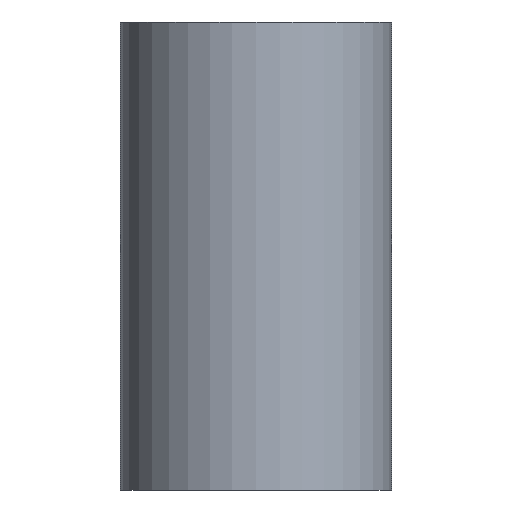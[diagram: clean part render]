
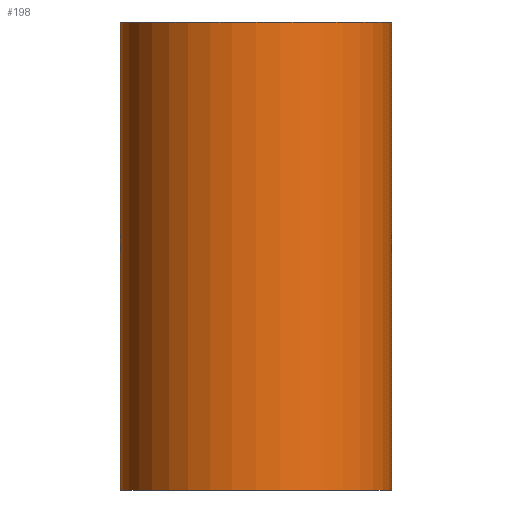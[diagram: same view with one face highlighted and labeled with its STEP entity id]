
A CAD part, front view. The second image highlights one B-rep face of the part: STEP entity #198.
In plain terms, the highlighted cylindrical face has radius 27.8 mm (diameter 55.6 mm), a partial arc.
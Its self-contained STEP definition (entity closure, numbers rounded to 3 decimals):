
#13 = VERTEX_POINT ( 'NONE', #158 ) ;
#15 = EDGE_CURVE ( 'NONE', #91, #13, #157, .T. ) ;
#48 = ORIENTED_EDGE ( 'NONE', *, *, #168, .T. ) ;
#91 = VERTEX_POINT ( 'NONE', #211 ) ;
#92 = VERTEX_POINT ( 'NONE', #210 ) ;
#106 = EDGE_CURVE ( 'NONE', #110, #13, #229, .T. ) ;
#109 = EDGE_CURVE ( 'NONE', #92, #110, #283, .T. ) ;
#110 = VERTEX_POINT ( 'NONE', #300 ) ;
#154 = DIRECTION ( 'NONE',  ( 0., 0., 1. ) ) ;
#155 = VECTOR ( 'NONE', #154, 1000. ) ;
#156 = CARTESIAN_POINT ( 'NONE',  ( 27.8, 0., 0. ) ) ;
#157 = LINE ( 'NONE', #156, #155 ) ;
#158 = CARTESIAN_POINT ( 'NONE',  ( 27.8, 0., 0. ) ) ;
#168 = EDGE_CURVE ( 'NONE', #92, #91, #334, .T. ) ;
#197 = ORIENTED_EDGE ( 'NONE', *, *, #106, .F. ) ;
#198 = ADVANCED_FACE ( 'NONE', ( #272 ), #266, .T. ) ;
#199 = ORIENTED_EDGE ( 'NONE', *, *, #109, .F. ) ;
#201 = EDGE_LOOP ( 'NONE', ( #199, #48, #208, #197 ) ) ;
#208 = ORIENTED_EDGE ( 'NONE', *, *, #15, .T. ) ;
#210 = CARTESIAN_POINT ( 'NONE',  ( -27.8, 0., -96. ) ) ;
#211 = CARTESIAN_POINT ( 'NONE',  ( 27.8, 0., -96. ) ) ;
#229 = CIRCLE ( 'NONE', #305, 27.8 ) ;
#266 = CYLINDRICAL_SURFACE ( 'NONE', #356, 27.8 ) ;
#272 = FACE_OUTER_BOUND ( 'NONE', #201, .T. ) ;
#283 = LINE ( 'NONE', #312, #311 ) ;
#298 = DIRECTION ( 'NONE',  ( 1., 0., 0. ) ) ;
#300 = CARTESIAN_POINT ( 'NONE',  ( -27.8, 0., 0. ) ) ;
#305 = AXIS2_PLACEMENT_3D ( 'NONE', #315, #314, #313 ) ;
#310 = DIRECTION ( 'NONE',  ( 0., 0., 1. ) ) ;
#311 = VECTOR ( 'NONE', #310, 1000. ) ;
#312 = CARTESIAN_POINT ( 'NONE',  ( -27.8, 0., 0. ) ) ;
#313 = DIRECTION ( 'NONE',  ( 1., 0., 0. ) ) ;
#314 = DIRECTION ( 'NONE',  ( 0., 0., 1. ) ) ;
#315 = CARTESIAN_POINT ( 'NONE',  ( 0., 0., 0. ) ) ;
#331 = DIRECTION ( 'NONE',  ( 0., 0., 1. ) ) ;
#332 = CARTESIAN_POINT ( 'NONE',  ( 0., 0., -96. ) ) ;
#333 = AXIS2_PLACEMENT_3D ( 'NONE', #332, #331, #298 ) ;
#334 = CIRCLE ( 'NONE', #333, 27.8 ) ;
#353 = DIRECTION ( 'NONE',  ( 1., 0., 0. ) ) ;
#354 = DIRECTION ( 'NONE',  ( 0., 0., 1. ) ) ;
#355 = CARTESIAN_POINT ( 'NONE',  ( 0., 0., 0. ) ) ;
#356 = AXIS2_PLACEMENT_3D ( 'NONE', #355, #354, #353 ) ;
